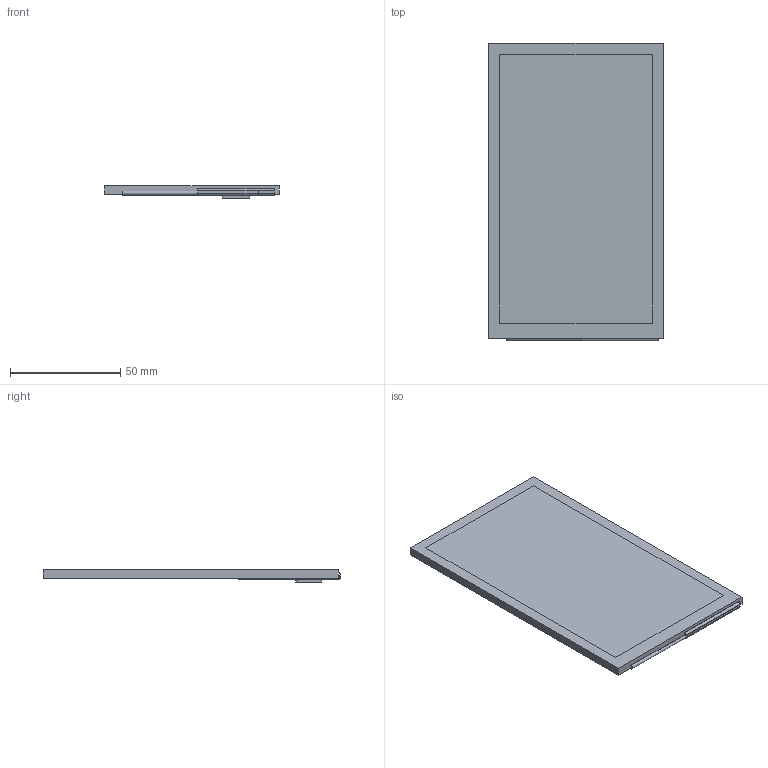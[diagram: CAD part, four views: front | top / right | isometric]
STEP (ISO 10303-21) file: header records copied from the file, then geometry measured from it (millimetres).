
FILE_DESCRIPTION(('FreeCAD Model'),'2;1');
FILE_NAME('Open CASCADE Shape Model','2025-08-14T15:06:36',(''),(''), 'Open CASCADE STEP processor 7.9','FreeCAD','Unknown');
FILE_SCHEMA(('AUTOMOTIVE_DESIGN { 1 0 10303 214 1 1 1 1 }'));
Length unit declared in the file: millimetre
Products named in the file (8): main-tucked; ribbon-stuff; ribbon-cable-back; ribbon-cable-lcd; component area; connector; screen-glass; screen-body
Assembly tree (7 placements, depth 3):
  main-tucked
    ribbon-stuff
      ribbon-cable-back
      ribbon-cable-lcd
      component area
      connector
    screen-glass
    screen-body
Bounding box: 79.24 x 135.11 x 5.7 mm (x, y, z)
Volume: 42133.4 mm3; surface area: 46509.5 mm2
Topology: 6 solids, 6 shells, 69 faces, 164 edges, 108 vertices
Faces by surface type: plane 53, cylinder 16
Entity records: 2169 total; most frequent: DIRECTION 350, CARTESIAN_POINT 349, ORIENTED_EDGE 328, EDGE_CURVE 164, LINE 132, VECTOR 132, AXIS2_PLACEMENT_3D 109, VERTEX_POINT 108
